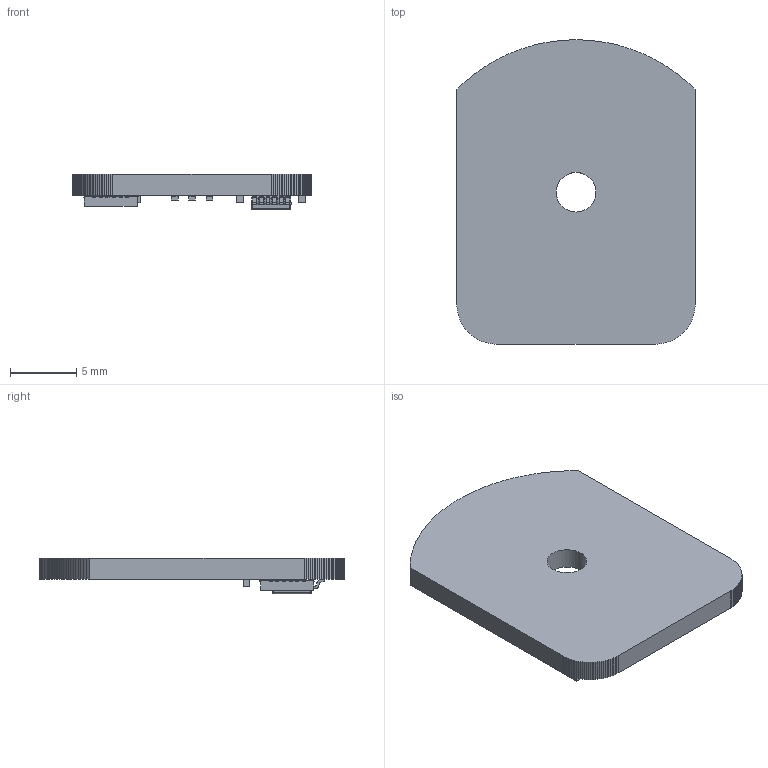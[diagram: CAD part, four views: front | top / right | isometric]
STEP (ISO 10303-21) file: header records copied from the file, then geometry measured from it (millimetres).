
FILE_DESCRIPTION(('KiCad electronic assembly'),'2;1');
FILE_NAME('BYTE_Capacitive.step','2021-09-08T01:06:15',('An Author'),( 'A Company'),'Open CASCADE STEP processor 6.9', 'KiCad to STEP converter','Unknown');
FILE_SCHEMA(('AUTOMOTIVE_DESIGN { 1 0 10303 214 1 1 1 1 }'));
Length unit declared in the file: millimetre
Products named in the file (10): Open CASCADE STEP translator 6.9 1; AD7147PACPZ-1500R7; COMPOUND; R_0402_1005Metric; SOLID; C_0402_1005Metric; DRV2605LDGST
Assembly tree (15 placements, depth 3):
  Open CASCADE STEP translator 6.9 1
    AD7147PACPZ-1500R7
      COMPOUND
    R_0402_1005Metric  x3
      SOLID
    C_0402_1005Metric  x5
      SOLID
    DRV2605LDGST
      COMPOUND
    COMPOUND
Bounding box: 18 x 23 x 2.71 mm (x, y, z)
Volume: 635.1 mm3; surface area: 1020.9 mm2
Topology: 46 solids, 46 shells, 700 faces, 1740 edges, 1142 vertices
Faces by surface type: plane 522, cylinder 170, sphere 8
Full cylindrical faces by diameter (mm): 0.5 x1, 3 x1
Entity records: 35481 total; most frequent: CARTESIAN_POINT 7720, DIRECTION 5064, LINE 3480, VECTOR 3480, ORIENTED_EDGE 2630, PCURVE 2630, DEFINITIONAL_REPRESENTATION 2630, EDGE_CURVE 1315
